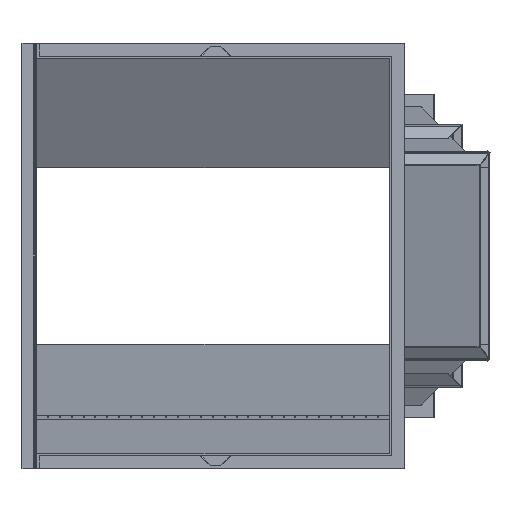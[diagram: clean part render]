
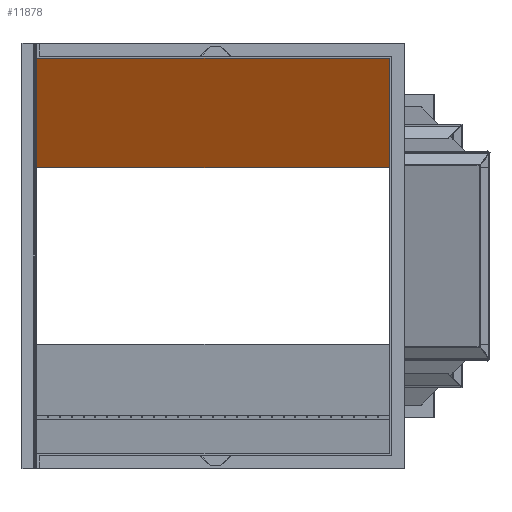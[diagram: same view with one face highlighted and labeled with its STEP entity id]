
A CAD part, left-side view. The second image highlights one B-rep face of the part: STEP entity #11878.
In plain terms, the highlighted planar face has unit normal (-0.196, 0, -0.981).
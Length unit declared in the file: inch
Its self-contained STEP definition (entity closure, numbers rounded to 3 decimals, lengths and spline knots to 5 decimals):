
#237 = CARTESIAN_POINT ( 'NONE',  ( -12., 36., 9. ) ) ;
#989 = PLANE ( 'NONE',  #10942 ) ;
#1469 = CARTESIAN_POINT ( 'NONE',  ( -67.89132, 36., 20.1875 ) ) ;
#1763 = VECTOR ( 'NONE', #3964, 39.37008 ) ;
#1921 = CARTESIAN_POINT ( 'NONE',  ( -12., -9., 9. ) ) ;
#2044 = VERTEX_POINT ( 'NONE', #13136 ) ;
#2116 = CARTESIAN_POINT ( 'NONE',  ( -12., 0., 9. ) ) ;
#3084 = LINE ( 'NONE', #11795, #13279 ) ;
#3964 = DIRECTION ( 'NONE',  ( 0., 1., 0. ) ) ;
#4182 = CARTESIAN_POINT ( 'NONE',  ( -67.89132, -9., 20.1875 ) ) ;
#4443 = EDGE_CURVE ( 'NONE', #12706, #5661, #13840, .T. ) ;
#4452 = ORIENTED_EDGE ( 'NONE', *, *, #14241, .F. ) ;
#4526 = ORIENTED_EDGE ( 'NONE', *, *, #4443, .T. ) ;
#5354 = LINE ( 'NONE', #2116, #7796 ) ;
#5480 = EDGE_LOOP ( 'NONE', ( #9969, #4526, #4452, #10723 ) ) ;
#5643 = EDGE_CURVE ( 'NONE', #2044, #9914, #5354, .T. ) ;
#5661 = VERTEX_POINT ( 'NONE', #237 ) ;
#7796 = VECTOR ( 'NONE', #12268, 39.37008 ) ;
#8111 = DIRECTION ( 'NONE',  ( 0.981, 0., -0.196 ) ) ;
#9211 = CARTESIAN_POINT ( 'NONE',  ( -12., 36., 9. ) ) ;
#9914 = VERTEX_POINT ( 'NONE', #10730 ) ;
#9969 = ORIENTED_EDGE ( 'NONE', *, *, #14226, .T. ) ;
#10000 = DIRECTION ( 'NONE',  ( 0.196, 0., 0.981 ) ) ;
#10723 = ORIENTED_EDGE ( 'NONE', *, *, #5643, .F. ) ;
#10730 = CARTESIAN_POINT ( 'NONE',  ( -12., 0., 9. ) ) ;
#10840 = DIRECTION ( 'NONE',  ( 0.981, 0., -0.196 ) ) ;
#10942 = AXIS2_PLACEMENT_3D ( 'NONE', #1921, #10000, #10840 ) ;
#11795 = CARTESIAN_POINT ( 'NONE',  ( -12., -9., 9. ) ) ;
#11878 = ADVANCED_FACE ( 'NONE', ( #11947 ), #989, .F. ) ;
#11947 = FACE_OUTER_BOUND ( 'NONE', #5480, .T. ) ;
#12009 = LINE ( 'NONE', #4182, #1763 ) ;
#12268 = DIRECTION ( 'NONE',  ( 0.981, 0., -0.196 ) ) ;
#12641 = VECTOR ( 'NONE', #8111, 39.37008 ) ;
#12706 = VERTEX_POINT ( 'NONE', #1469 ) ;
#12972 = DIRECTION ( 'NONE',  ( 0., 1., 0. ) ) ;
#13136 = CARTESIAN_POINT ( 'NONE',  ( -67.89132, 0., 20.1875 ) ) ;
#13279 = VECTOR ( 'NONE', #12972, 39.37008 ) ;
#13840 = LINE ( 'NONE', #9211, #12641 ) ;
#14226 = EDGE_CURVE ( 'NONE', #2044, #12706, #12009, .T. ) ;
#14241 = EDGE_CURVE ( 'NONE', #9914, #5661, #3084, .T. ) ;
